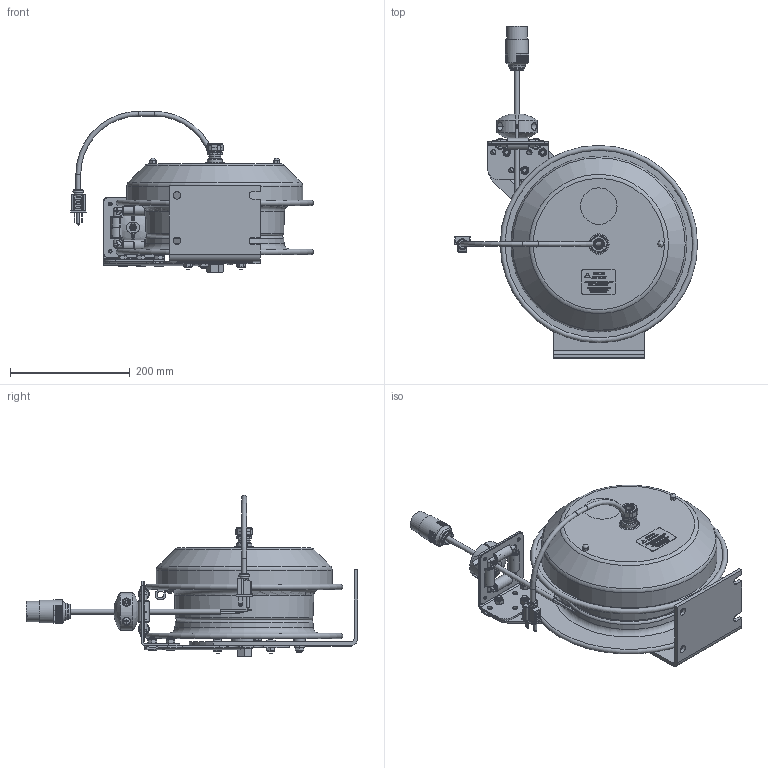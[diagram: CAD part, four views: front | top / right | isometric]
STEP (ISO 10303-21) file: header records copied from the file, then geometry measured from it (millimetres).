
FILE_DESCRIPTION(/* description */ (''),/* implementation_level */ '2;1');
FILE_NAME(/* name */ 'EZ-PC13-5012-A_SHARED.stp',/* time_stamp */ '2020-03-18T10:33:35-07:00',/* author */ ('NMelton'),/* organization */ (''),/* preprocessor_version */ 'ST-DEVELOPER v17',/* originating_system */ 'Autodesk Inventor 2019',/* authorisation */ '');
FILE_SCHEMA (('AUTOMOTIVE_DESIGN { 1 0 10303 214 3 1 1 }'));
Products named in the file (1): EZ-PC13-5012-A_SHARED
Bounding box: 406.7 x 555.57 x 270.07 mm (x, y, z)
Surface area: 855693.6 mm2 (no closed solid volume)
Topology: 0 solids, 261 shells, 3524 faces, 15663 edges, 11966 vertices
Faces by surface type: plane 2126, bspline 609, cylinder 490, cone 170, torus 81, sphere 48
Full cylindrical faces by diameter (mm): 1.905 x3, 2.54 x2, 3.099 x4, 3.175 x3, 4.648 x1, 4.699 x4, 4.7 x46, 4.826 x3, 5.08 x1, 5.258 x2, 5.55 x2, 5.588 x1, 6.223 x3, 6.35 x50, 7.938 x3, 8.001 x5, 8.382 x1, 8.731 x7, 10.16 x1, 11.43 x3, 12.192 x8, 12.255 x1, 12.446 x1, 12.497 x2, 12.7 x2, 13.462 x2, 15.494 x2, 15.875 x2, 17.399 x1, 18.745 x1
Entity records: 180075 total; most frequent: CARTESIAN_POINT 61366, ORIENTED_EDGE 23462, DIRECTION 19094, EDGE_CURVE 15615, VERTEX_POINT 11966, LINE 9172, VECTOR 9172, AXIS2_PLACEMENT_3D 4961
